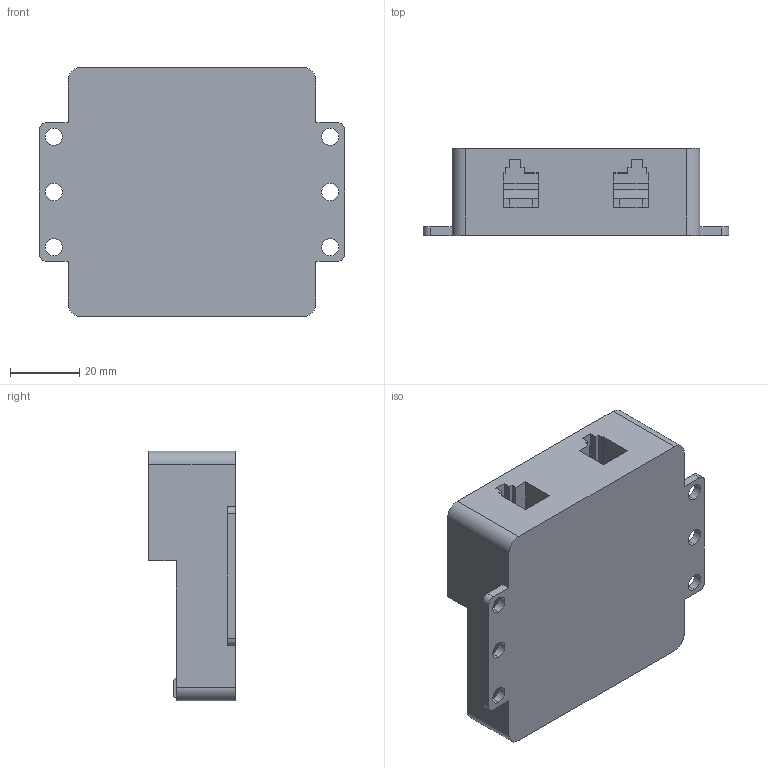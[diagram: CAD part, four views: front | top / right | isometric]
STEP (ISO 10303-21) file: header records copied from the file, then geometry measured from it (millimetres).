
FILE_DESCRIPTION (( 'STEP AP214' ), '1' );
FILE_NAME ('Servo Controller.step', '2017-10-17T01:04:53', ( '' ), ( '' ), 'SwSTEP 2.0', 'SolidWorks 2017', '' );
FILE_SCHEMA (( 'AUTOMOTIVE_DESIGN' ));
Length unit declared in the file: millimetre
Products named in the file (1): Servo Controller
Bounding box: 88.3 x 25.1 x 72.3 mm (x, y, z)
Volume: 104682.1 mm3; surface area: 21410.4 mm2
Topology: 2 solids, 2 shells, 375 faces, 1762 edges, 1572 vertices
Faces by surface type: plane 291, cylinder 84
Entity records: 27093 total; most frequent: CARTESIAN_POINT 11104, ORIENTED_EDGE 3524, DIRECTION 2149, EDGE_CURVE 1762, VERTEX_POINT 1572, VECTOR 1029, LINE 1029, EDGE_LOOP 568
